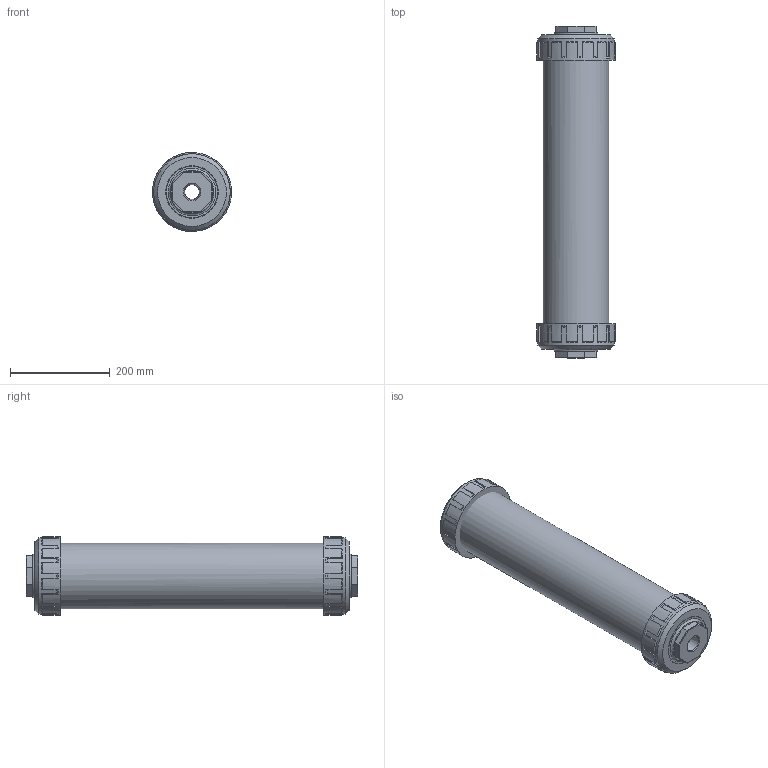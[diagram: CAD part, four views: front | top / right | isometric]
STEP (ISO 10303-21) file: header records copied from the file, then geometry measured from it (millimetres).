
FILE_DESCRIPTION((''),'2;1');
FILE_NAME('CVG-4000-PVC-10N_R5.iam.stp','2016-10-28T12:27:36',(''),(''),'Autodesk Inventor 2009','Autodesk Inventor 2009','');
FILE_SCHEMA(('AUTOMOTIVE_DESIGN { 1 0 10303 214 1 1 1 1 }'));
Length unit declared in the file: inch
Products named in the file (5): CVG-4000-PVC-10N_R5; CVG-3-4000-POLY-NPT-10_R0; CVG-6-4000; CVG-1-4000-A_R0; CVG-2-4000_R5
Assembly tree (6 placements, depth 2):
  CVG-4000-PVC-10N_R5
    CVG-3-4000-POLY-NPT-10_R0  x2
    CVG-6-4000  x2
    CVG-1-4000-A_R0
    CVG-2-4000_R5
Bounding box: 158.73 x 667 x 158.67 mm (x, y, z)
Volume: 4118495.2 mm3; surface area: 1131273.2 mm2
Topology: 6 solids, 6 shells, 323 faces, 760 edges, 467 vertices
Faces by surface type: plane 110, cone 72, cylinder 71, bspline 70
Full cylindrical faces by diameter (mm): 29.362 x2, 102.438 x2, 104.14 x2, 105.004 x1, 105.41 x2, 112.395 x2, 115.011 x1, 115.316 x2, 118.11 x6, 118.923 x1, 124.282 x2, 125.298 x16, 132.105 x24, 153.67 x2, 158.75 x2
Entity records: 10468 total; most frequent: CARTESIAN_POINT 6792, DIRECTION 728, ORIENTED_EDGE 660, EDGE_CURVE 330, AXIS2_PLACEMENT_3D 280, EDGE_LOOP 236, VERTEX_POINT 234, VECTOR 168
